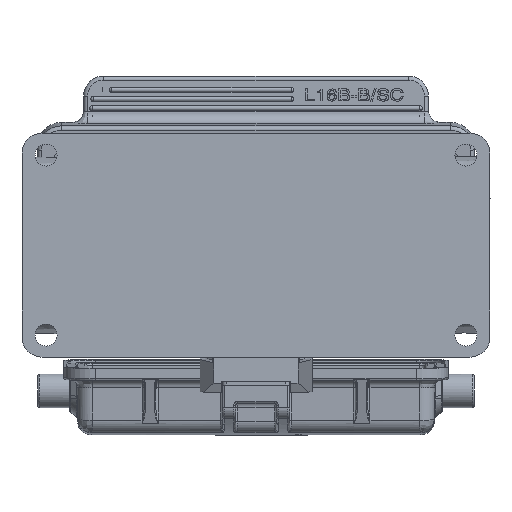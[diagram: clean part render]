
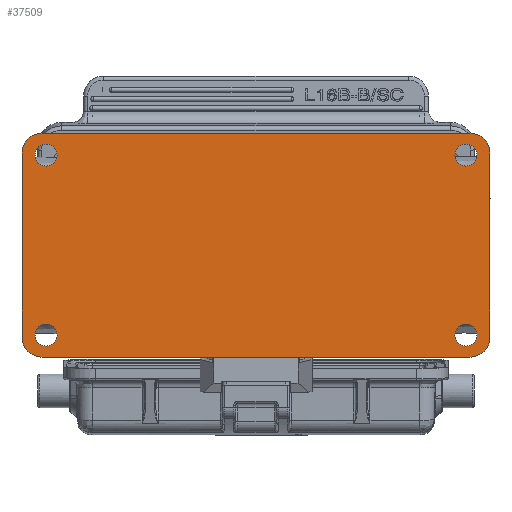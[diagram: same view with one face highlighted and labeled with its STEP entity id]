
A CAD part, front view. The second image highlights one B-rep face of the part: STEP entity #37509.
In plain terms, the highlighted planar face has unit normal (0, -1, 0).
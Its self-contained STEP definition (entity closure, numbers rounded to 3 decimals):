
#2460=DIRECTION('',(0.,0.,-1.));
#2461=VECTOR('',#2460,46.);
#2462=CARTESIAN_POINT('',(1.,0.,-5.));
#2463=LINE('',#2462,#2461);
#4440=DIRECTION('',(0.,0.,1.));
#4441=VECTOR('',#4440,46.);
#4442=CARTESIAN_POINT('',(118.,0.,-51.));
#4443=LINE('',#4442,#4441);
#4462=DIRECTION('',(-1.,0.,0.));
#4463=VECTOR('',#4462,107.);
#4464=CARTESIAN_POINT('',(113.,0.,0.));
#4465=LINE('',#4464,#4463);
#5441=CARTESIAN_POINT('',(113.,0.,-51.));
#5442=DIRECTION('',(0.,1.,0.));
#5443=DIRECTION('',(1.,0.,0.));
#5444=AXIS2_PLACEMENT_3D('',#5441,#5442,#5443);
#5446=DIRECTION('',(-1.,0.,0.));
#5447=VECTOR('',#5446,107.);
#5448=CARTESIAN_POINT('',(113.,0.,-56.));
#5449=LINE('',#5448,#5447);
#5450=CARTESIAN_POINT('',(6.,0.,-51.));
#5451=DIRECTION('',(0.,1.,0.));
#5452=DIRECTION('',(0.,0.,-1.));
#5453=AXIS2_PLACEMENT_3D('',#5450,#5451,#5452);
#5455=CARTESIAN_POINT('',(6.,0.,-5.));
#5456=DIRECTION('',(0.,1.,0.));
#5457=DIRECTION('',(-1.,0.,0.));
#5458=AXIS2_PLACEMENT_3D('',#5455,#5456,#5457);
#5460=CARTESIAN_POINT('',(113.,0.,-5.));
#5461=DIRECTION('',(0.,1.,0.));
#5462=DIRECTION('',(0.,0.,1.));
#5463=AXIS2_PLACEMENT_3D('',#5460,#5461,#5462);
#5465=CARTESIAN_POINT('',(7.,0.,-5.5));
#5466=DIRECTION('',(0.,-1.,0.));
#5467=DIRECTION('',(0.,0.,1.));
#5468=AXIS2_PLACEMENT_3D('',#5465,#5466,#5467);
#5470=CARTESIAN_POINT('',(7.,0.,-5.5));
#5471=DIRECTION('',(0.,-1.,0.));
#5472=DIRECTION('',(0.,0.,-1.));
#5473=AXIS2_PLACEMENT_3D('',#5470,#5471,#5472);
#5475=CARTESIAN_POINT('',(7.,0.,-50.5));
#5476=DIRECTION('',(0.,-1.,0.));
#5477=DIRECTION('',(0.,0.,1.));
#5478=AXIS2_PLACEMENT_3D('',#5475,#5476,#5477);
#5480=CARTESIAN_POINT('',(7.,0.,-50.5));
#5481=DIRECTION('',(0.,-1.,0.));
#5482=DIRECTION('',(0.,0.,-1.));
#5483=AXIS2_PLACEMENT_3D('',#5480,#5481,#5482);
#5485=CARTESIAN_POINT('',(112.,0.,-50.5));
#5486=DIRECTION('',(0.,-1.,0.));
#5487=DIRECTION('',(0.,0.,1.));
#5488=AXIS2_PLACEMENT_3D('',#5485,#5486,#5487);
#5490=CARTESIAN_POINT('',(112.,0.,-50.5));
#5491=DIRECTION('',(0.,-1.,0.));
#5492=DIRECTION('',(0.,0.,-1.));
#5493=AXIS2_PLACEMENT_3D('',#5490,#5491,#5492);
#5495=CARTESIAN_POINT('',(112.,0.,-5.5));
#5496=DIRECTION('',(0.,-1.,0.));
#5497=DIRECTION('',(0.,0.,1.));
#5498=AXIS2_PLACEMENT_3D('',#5495,#5496,#5497);
#5500=CARTESIAN_POINT('',(112.,0.,-5.5));
#5501=DIRECTION('',(0.,-1.,0.));
#5502=DIRECTION('',(0.,0.,-1.));
#5503=AXIS2_PLACEMENT_3D('',#5500,#5501,#5502);
#23372=CARTESIAN_POINT('',(1.,0.,-5.));
#23373=VERTEX_POINT('',#23372);
#23374=CARTESIAN_POINT('',(1.,0.,-51.));
#23375=VERTEX_POINT('',#23374);
#23646=CARTESIAN_POINT('',(118.,0.,-5.));
#23648=VERTEX_POINT('',#23646);
#23672=CARTESIAN_POINT('',(118.,0.,-51.));
#23673=VERTEX_POINT('',#23672);
#23674=CARTESIAN_POINT('',(113.,0.,0.));
#23676=VERTEX_POINT('',#23674);
#23680=CARTESIAN_POINT('',(6.,0.,0.));
#23681=VERTEX_POINT('',#23680);
#23787=CARTESIAN_POINT('',(6.,0.,-56.));
#23788=VERTEX_POINT('',#23787);
#23789=CARTESIAN_POINT('',(113.,0.,-56.));
#23790=VERTEX_POINT('',#23789);
#23791=CARTESIAN_POINT('',(7.,0.,-2.75));
#23792=CARTESIAN_POINT('',(7.,0.,-8.25));
#23793=VERTEX_POINT('',#23791);
#23794=VERTEX_POINT('',#23792);
#23795=CARTESIAN_POINT('',(7.,0.,-47.75));
#23796=CARTESIAN_POINT('',(7.,0.,-53.25));
#23797=VERTEX_POINT('',#23795);
#23798=VERTEX_POINT('',#23796);
#23799=CARTESIAN_POINT('',(112.,0.,-47.75));
#23800=CARTESIAN_POINT('',(112.,0.,-53.25));
#23801=VERTEX_POINT('',#23799);
#23802=VERTEX_POINT('',#23800);
#23803=CARTESIAN_POINT('',(112.,0.,-2.75));
#23804=CARTESIAN_POINT('',(112.,0.,-8.25));
#23805=VERTEX_POINT('',#23803);
#23806=VERTEX_POINT('',#23804);
#37469=CARTESIAN_POINT('',(59.5,0.,-28.));
#37470=DIRECTION('',(0.,1.,0.));
#37471=DIRECTION('',(0.,0.,1.));
#37472=AXIS2_PLACEMENT_3D('',#37469,#37470,#37471);
#37473=PLANE('',#37472);
#37474=ORIENTED_EDGE('',*,*,#34594,.F.);
#37475=ORIENTED_EDGE('',*,*,#37464,.T.);
#37476=ORIENTED_EDGE('',*,*,#37451,.T.);
#37477=ORIENTED_EDGE('',*,*,#37437,.T.);
#37478=ORIENTED_EDGE('',*,*,#30842,.F.);
#37480=ORIENTED_EDGE('',*,*,#37479,.T.);
#37481=ORIENTED_EDGE('',*,*,#34627,.F.);
#37482=ORIENTED_EDGE('',*,*,#34614,.T.);
#37483=EDGE_LOOP('',(#37474,#37475,#37476,#37477,#37478,#37480,#37481,#37482));
#37484=FACE_OUTER_BOUND('',#37483,.F.);
#37486=ORIENTED_EDGE('',*,*,#37485,.T.);
#37488=ORIENTED_EDGE('',*,*,#37487,.T.);
#37489=EDGE_LOOP('',(#37486,#37488));
#37490=FACE_BOUND('',#37489,.F.);
#37492=ORIENTED_EDGE('',*,*,#37491,.T.);
#37494=ORIENTED_EDGE('',*,*,#37493,.T.);
#37495=EDGE_LOOP('',(#37492,#37494));
#37496=FACE_BOUND('',#37495,.F.);
#37498=ORIENTED_EDGE('',*,*,#37497,.T.);
#37500=ORIENTED_EDGE('',*,*,#37499,.T.);
#37501=EDGE_LOOP('',(#37498,#37500));
#37502=FACE_BOUND('',#37501,.F.);
#37504=ORIENTED_EDGE('',*,*,#37503,.T.);
#37506=ORIENTED_EDGE('',*,*,#37505,.T.);
#37507=EDGE_LOOP('',(#37504,#37506));
#37508=FACE_BOUND('',#37507,.F.);
#5445=CIRCLE('',#5444,5.);
#5454=CIRCLE('',#5453,5.);
#5459=CIRCLE('',#5458,5.);
#5464=CIRCLE('',#5463,5.);
#5469=CIRCLE('',#5468,2.75);
#5474=CIRCLE('',#5473,2.75);
#5479=CIRCLE('',#5478,2.75);
#5484=CIRCLE('',#5483,2.75);
#5489=CIRCLE('',#5488,2.75);
#5494=CIRCLE('',#5493,2.75);
#5499=CIRCLE('',#5498,2.75);
#5504=CIRCLE('',#5503,2.75);
#30842=EDGE_CURVE('',#23373,#23375,#2463,.T.);
#34594=EDGE_CURVE('',#23673,#23648,#4443,.T.);
#34614=EDGE_CURVE('',#23676,#23648,#5464,.T.);
#34627=EDGE_CURVE('',#23676,#23681,#4465,.T.);
#37437=EDGE_CURVE('',#23788,#23375,#5454,.T.);
#37451=EDGE_CURVE('',#23790,#23788,#5449,.T.);
#37464=EDGE_CURVE('',#23673,#23790,#5445,.T.);
#37479=EDGE_CURVE('',#23373,#23681,#5459,.T.);
#37485=EDGE_CURVE('',#23793,#23794,#5469,.T.);
#37487=EDGE_CURVE('',#23794,#23793,#5474,.T.);
#37491=EDGE_CURVE('',#23797,#23798,#5479,.T.);
#37493=EDGE_CURVE('',#23798,#23797,#5484,.T.);
#37497=EDGE_CURVE('',#23801,#23802,#5489,.T.);
#37499=EDGE_CURVE('',#23802,#23801,#5494,.T.);
#37503=EDGE_CURVE('',#23805,#23806,#5499,.T.);
#37505=EDGE_CURVE('',#23806,#23805,#5504,.T.);
#37509=ADVANCED_FACE('',(#37484,#37490,#37496,#37502,#37508),#37473,.F.);
